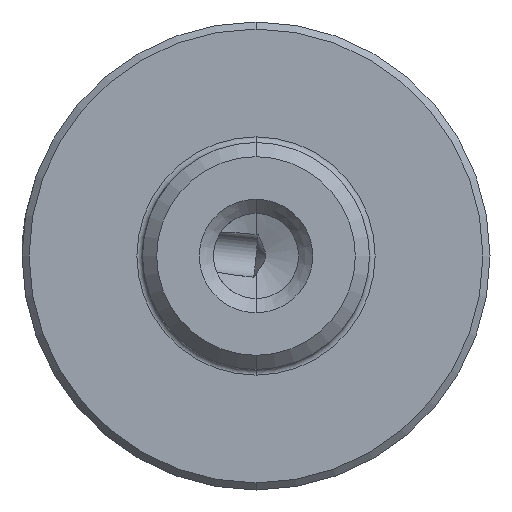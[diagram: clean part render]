
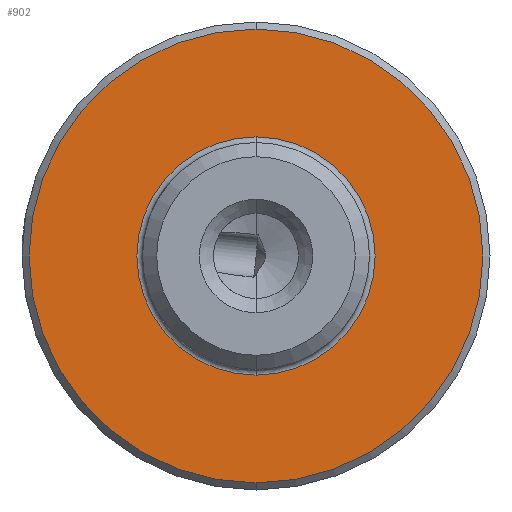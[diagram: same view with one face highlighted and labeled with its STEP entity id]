
A CAD part, front view. The second image highlights one B-rep face of the part: STEP entity #902.
In plain terms, the highlighted planar face has unit normal (0, -1, 0).
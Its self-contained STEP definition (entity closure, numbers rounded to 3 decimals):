
#45 = FACE_OUTER_BOUND ( 'NONE', #81, .T. ) ;
#47 = EDGE_LOOP ( 'NONE', ( #868, #918 ) ) ;
#65 = CIRCLE ( 'NONE', #182, 16. ) ;
#73 = EDGE_CURVE ( 'NONE', #650, #440, #65, .T. ) ;
#74 = CARTESIAN_POINT ( 'NONE',  ( 0., -5., 0. ) ) ;
#81 = EDGE_LOOP ( 'NONE', ( #670, #604 ) ) ;
#95 = EDGE_CURVE ( 'NONE', #260, #861, #298, .T. ) ;
#136 = DIRECTION ( 'NONE',  ( 0., 1., 0. ) ) ;
#164 = CARTESIAN_POINT ( 'NONE',  ( 0., -5., -8.4 ) ) ;
#182 = AXIS2_PLACEMENT_3D ( 'NONE', #817, #829, #679 ) ;
#218 = DIRECTION ( 'NONE',  ( 0., 0., 1. ) ) ;
#229 = AXIS2_PLACEMENT_3D ( 'NONE', #456, #371, #825 ) ;
#254 = EDGE_CURVE ( 'NONE', #440, #650, #337, .T. ) ;
#260 = VERTEX_POINT ( 'NONE', #164 ) ;
#274 = AXIS2_PLACEMENT_3D ( 'NONE', #74, #136, #218 ) ;
#298 = CIRCLE ( 'NONE', #229, 8.4 ) ;
#337 = CIRCLE ( 'NONE', #702, 16. ) ;
#369 = CARTESIAN_POINT ( 'NONE',  ( 0., -5., -16. ) ) ;
#371 = DIRECTION ( 'NONE',  ( 0., 1., 0. ) ) ;
#378 = AXIS2_PLACEMENT_3D ( 'NONE', #538, #833, #620 ) ;
#395 = DIRECTION ( 'NONE',  ( 0., 0., 1. ) ) ;
#440 = VERTEX_POINT ( 'NONE', #369 ) ;
#456 = CARTESIAN_POINT ( 'NONE',  ( 0., -5., 0. ) ) ;
#470 = FACE_BOUND ( 'NONE', #47, .T. ) ;
#517 = CARTESIAN_POINT ( 'NONE',  ( 0., -5., 16. ) ) ;
#538 = CARTESIAN_POINT ( 'NONE',  ( 16., -5., 0. ) ) ;
#541 = PLANE ( 'NONE',  #378 ) ;
#553 = CARTESIAN_POINT ( 'NONE',  ( 0., -5., 0. ) ) ;
#598 = EDGE_CURVE ( 'NONE', #861, #260, #692, .T. ) ;
#604 = ORIENTED_EDGE ( 'NONE', *, *, #254, .F. ) ;
#620 = DIRECTION ( 'NONE',  ( 0., 0., 1. ) ) ;
#650 = VERTEX_POINT ( 'NONE', #517 ) ;
#670 = ORIENTED_EDGE ( 'NONE', *, *, #73, .F. ) ;
#679 = DIRECTION ( 'NONE',  ( 0., 0., 1. ) ) ;
#692 = CIRCLE ( 'NONE', #274, 8.4 ) ;
#702 = AXIS2_PLACEMENT_3D ( 'NONE', #553, #753, #395 ) ;
#753 = DIRECTION ( 'NONE',  ( 0., 1., 0. ) ) ;
#807 = CARTESIAN_POINT ( 'NONE',  ( 0., -5., 8.4 ) ) ;
#817 = CARTESIAN_POINT ( 'NONE',  ( 0., -5., 0. ) ) ;
#825 = DIRECTION ( 'NONE',  ( 0., 0., 1. ) ) ;
#829 = DIRECTION ( 'NONE',  ( 0., 1., 0. ) ) ;
#833 = DIRECTION ( 'NONE',  ( 0., 1., 0. ) ) ;
#861 = VERTEX_POINT ( 'NONE', #807 ) ;
#868 = ORIENTED_EDGE ( 'NONE', *, *, #598, .T. ) ;
#902 = ADVANCED_FACE ( 'NONE', ( #45, #470 ), #541, .F. ) ;
#918 = ORIENTED_EDGE ( 'NONE', *, *, #95, .T. ) ;
